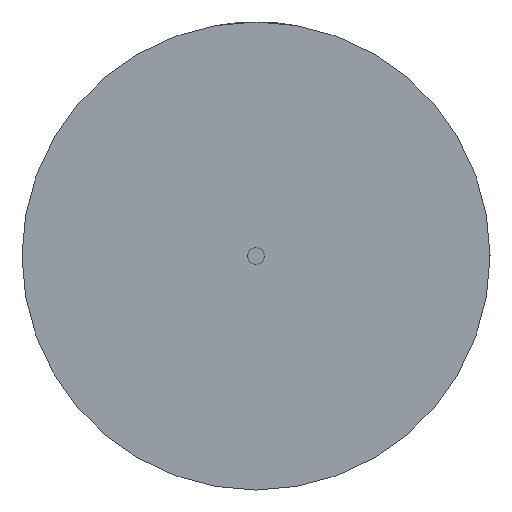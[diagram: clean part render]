
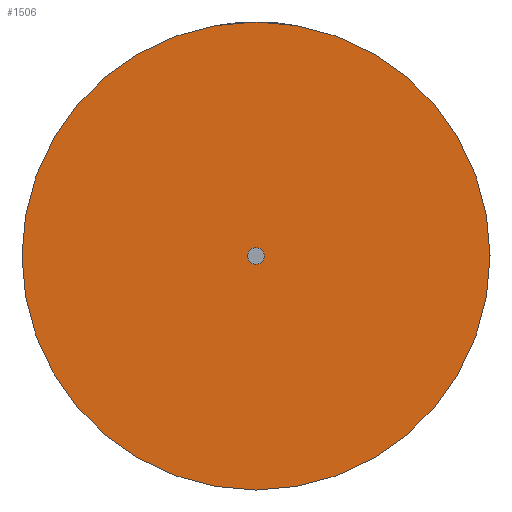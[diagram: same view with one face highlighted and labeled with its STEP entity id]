
A CAD part, left-side view. The second image highlights one B-rep face of the part: STEP entity #1506.
In plain terms, the highlighted planar face has unit normal (-1, 0, 0).
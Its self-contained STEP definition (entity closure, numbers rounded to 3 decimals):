
#81 = CIRCLE ( 'NONE', #343, 16.5 ) ;
#127 = DIRECTION ( 'NONE',  ( 0., 0., 1. ) ) ;
#190 = CARTESIAN_POINT ( 'NONE',  ( -0.005, 0., 0. ) ) ;
#205 = VERTEX_POINT ( 'NONE', #841 ) ;
#319 = CARTESIAN_POINT ( 'NONE',  ( -0.005, 0., -0.6 ) ) ;
#325 = EDGE_CURVE ( 'NONE', #690, #2250, #1293, .T. ) ;
#343 = AXIS2_PLACEMENT_3D ( 'NONE', #682, #2448, #415 ) ;
#415 = DIRECTION ( 'NONE',  ( 0., 0., 1. ) ) ;
#457 = DIRECTION ( 'NONE',  ( -1., 0., 0. ) ) ;
#562 = CARTESIAN_POINT ( 'NONE',  ( -0.005, 0., 16.5 ) ) ;
#645 = AXIS2_PLACEMENT_3D ( 'NONE', #1208, #2922, #2898 ) ;
#682 = CARTESIAN_POINT ( 'NONE',  ( -0.005, 0., 0. ) ) ;
#690 = VERTEX_POINT ( 'NONE', #562 ) ;
#695 = DIRECTION ( 'NONE',  ( -1., 0., 0. ) ) ;
#718 = DIRECTION ( 'NONE',  ( 0., 0., 1. ) ) ;
#841 = CARTESIAN_POINT ( 'NONE',  ( -0.005, 0., 0.6 ) ) ;
#1165 = DIRECTION ( 'NONE',  ( -1., 0., 0. ) ) ;
#1208 = CARTESIAN_POINT ( 'NONE',  ( -0.005, 0., 0. ) ) ;
#1293 = CIRCLE ( 'NONE', #2064, 16.5 ) ;
#1356 = FACE_OUTER_BOUND ( 'NONE', #2370, .T. ) ;
#1426 = AXIS2_PLACEMENT_3D ( 'NONE', #1513, #457, #718 ) ;
#1434 = CIRCLE ( 'NONE', #645, 0.6 ) ;
#1470 = CARTESIAN_POINT ( 'NONE',  ( -0.005, 0., -16.5 ) ) ;
#1506 = ADVANCED_FACE ( 'NONE', ( #1356, #2572 ), #2973, .T. ) ;
#1513 = CARTESIAN_POINT ( 'NONE',  ( -0.005, 0., 0. ) ) ;
#1519 = VERTEX_POINT ( 'NONE', #319 ) ;
#1776 = EDGE_CURVE ( 'NONE', #2250, #690, #81, .T. ) ;
#2064 = AXIS2_PLACEMENT_3D ( 'NONE', #190, #695, #2457 ) ;
#2073 = EDGE_CURVE ( 'NONE', #1519, #205, #1434, .T. ) ;
#2134 = CARTESIAN_POINT ( 'NONE',  ( -0.005, 0., 0. ) ) ;
#2250 = VERTEX_POINT ( 'NONE', #1470 ) ;
#2362 = ORIENTED_EDGE ( 'NONE', *, *, #325, .T. ) ;
#2370 = EDGE_LOOP ( 'NONE', ( #2982, #2362 ) ) ;
#2448 = DIRECTION ( 'NONE',  ( -1., 0., 0. ) ) ;
#2457 = DIRECTION ( 'NONE',  ( 0., 0., 1. ) ) ;
#2561 = AXIS2_PLACEMENT_3D ( 'NONE', #2134, #1165, #127 ) ;
#2572 = FACE_BOUND ( 'NONE', #2808, .T. ) ;
#2623 = ORIENTED_EDGE ( 'NONE', *, *, #2868, .F. ) ;
#2808 = EDGE_LOOP ( 'NONE', ( #3217, #2623 ) ) ;
#2868 = EDGE_CURVE ( 'NONE', #205, #1519, #3247, .T. ) ;
#2898 = DIRECTION ( 'NONE',  ( 0., 0., 1. ) ) ;
#2922 = DIRECTION ( 'NONE',  ( -1., 0., 0. ) ) ;
#2973 = PLANE ( 'NONE',  #1426 ) ;
#2982 = ORIENTED_EDGE ( 'NONE', *, *, #1776, .T. ) ;
#3217 = ORIENTED_EDGE ( 'NONE', *, *, #2073, .F. ) ;
#3247 = CIRCLE ( 'NONE', #2561, 0.6 ) ;
